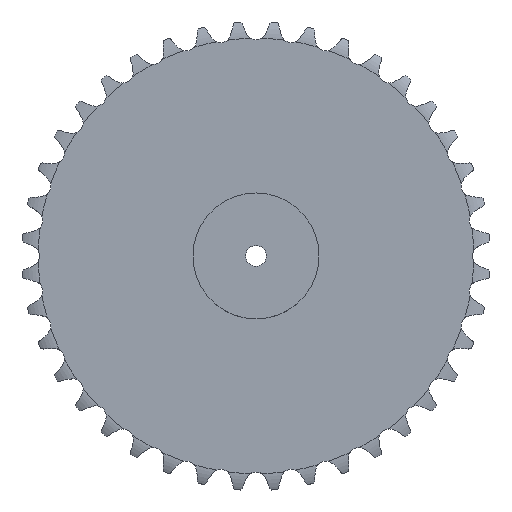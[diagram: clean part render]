
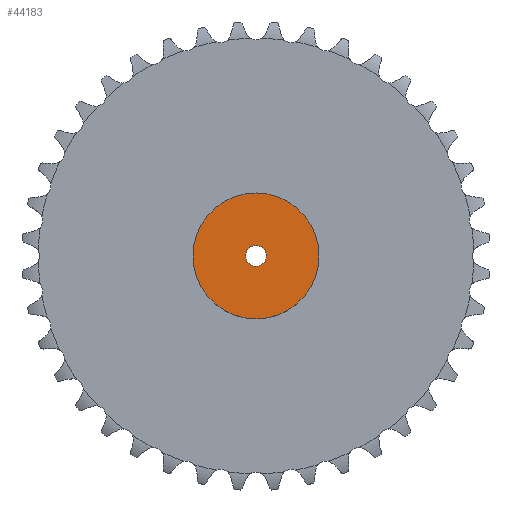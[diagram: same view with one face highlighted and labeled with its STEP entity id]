
A CAD part, top view. The second image highlights one B-rep face of the part: STEP entity #44183.
In plain terms, the highlighted planar face has unit normal (0, 0, 1).
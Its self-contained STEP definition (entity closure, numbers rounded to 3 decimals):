
#4893 = CYLINDRICAL_SURFACE('',#4894,90.);
#4894 = AXIS2_PLACEMENT_3D('',#4895,#4896,#4897);
#4895 = CARTESIAN_POINT('',(0.,0.,0.));
#4896 = DIRECTION('',(-0.,-0.,-1.));
#4897 = DIRECTION('',(1.,0.,0.));
#27878 = VERTEX_POINT('',#27879);
#27879 = CARTESIAN_POINT('',(90.,0.,90.));
#27900 = EDGE_CURVE('',#27878,#27878,#27901,.T.);
#27901 = SURFACE_CURVE('',#27902,(#27907,#27914),.PCURVE_S1.);
#27902 = CIRCLE('',#27903,90.);
#27903 = AXIS2_PLACEMENT_3D('',#27904,#27905,#27906);
#27904 = CARTESIAN_POINT('',(0.,0.,90.));
#27905 = DIRECTION('',(0.,0.,1.));
#27906 = DIRECTION('',(1.,0.,0.));
#27907 = PCURVE('',#4893,#27908);
#27908 = DEFINITIONAL_REPRESENTATION('',(#27909),#27913);
#27909 = LINE('',#27910,#27911);
#27910 = CARTESIAN_POINT('',(-0.,-90.));
#27911 = VECTOR('',#27912,1.);
#27912 = DIRECTION('',(-1.,0.));
#27913 = ( GEOMETRIC_REPRESENTATION_CONTEXT(2) 
PARAMETRIC_REPRESENTATION_CONTEXT() REPRESENTATION_CONTEXT('2D SPACE',''
  ) );
#27914 = PCURVE('',#27915,#27920);
#27915 = PLANE('',#27916);
#27916 = AXIS2_PLACEMENT_3D('',#27917,#27918,#27919);
#27917 = CARTESIAN_POINT('',(0.,0.,90.)
  );
#27918 = DIRECTION('',(0.,0.,1.));
#27919 = DIRECTION('',(1.,0.,0.));
#27920 = DEFINITIONAL_REPRESENTATION('',(#27921),#27925);
#27921 = CIRCLE('',#27922,90.);
#27922 = AXIS2_PLACEMENT_2D('',#27923,#27924);
#27923 = CARTESIAN_POINT('',(0.,0.));
#27924 = DIRECTION('',(1.,0.));
#27925 = ( GEOMETRIC_REPRESENTATION_CONTEXT(2) 
PARAMETRIC_REPRESENTATION_CONTEXT() REPRESENTATION_CONTEXT('2D SPACE',''
  ) );
#37581 = CYLINDRICAL_SURFACE('',#37582,15.);
#37582 = AXIS2_PLACEMENT_3D('',#37583,#37584,#37585);
#37583 = CARTESIAN_POINT('',(0.,0.,997.646));
#37584 = DIRECTION('',(0.,0.,1.));
#37585 = DIRECTION('',(1.,0.,0.));
#44183 = ADVANCED_FACE('',(#44184,#44187),#27915,.T.);
#44184 = FACE_BOUND('',#44185,.T.);
#44185 = EDGE_LOOP('',(#44186));
#44186 = ORIENTED_EDGE('',*,*,#27900,.T.);
#44187 = FACE_BOUND('',#44188,.T.);
#44188 = EDGE_LOOP('',(#44189));
#44189 = ORIENTED_EDGE('',*,*,#44190,.F.);
#44190 = EDGE_CURVE('',#44191,#44191,#44193,.T.);
#44191 = VERTEX_POINT('',#44192);
#44192 = CARTESIAN_POINT('',(15.,0.,90.));
#44193 = SURFACE_CURVE('',#44194,(#44199,#44206),.PCURVE_S1.);
#44194 = CIRCLE('',#44195,15.);
#44195 = AXIS2_PLACEMENT_3D('',#44196,#44197,#44198);
#44196 = CARTESIAN_POINT('',(0.,0.,90.));
#44197 = DIRECTION('',(0.,0.,1.));
#44198 = DIRECTION('',(1.,0.,0.));
#44199 = PCURVE('',#27915,#44200);
#44200 = DEFINITIONAL_REPRESENTATION('',(#44201),#44205);
#44201 = CIRCLE('',#44202,15.);
#44202 = AXIS2_PLACEMENT_2D('',#44203,#44204);
#44203 = CARTESIAN_POINT('',(0.,0.));
#44204 = DIRECTION('',(1.,0.));
#44205 = ( GEOMETRIC_REPRESENTATION_CONTEXT(2) 
PARAMETRIC_REPRESENTATION_CONTEXT() REPRESENTATION_CONTEXT('2D SPACE',''
  ) );
#44206 = PCURVE('',#37581,#44207);
#44207 = DEFINITIONAL_REPRESENTATION('',(#44208),#44212);
#44208 = LINE('',#44209,#44210);
#44209 = CARTESIAN_POINT('',(0.,-907.646));
#44210 = VECTOR('',#44211,1.);
#44211 = DIRECTION('',(1.,0.));
#44212 = ( GEOMETRIC_REPRESENTATION_CONTEXT(2) 
PARAMETRIC_REPRESENTATION_CONTEXT() REPRESENTATION_CONTEXT('2D SPACE',''
  ) );
